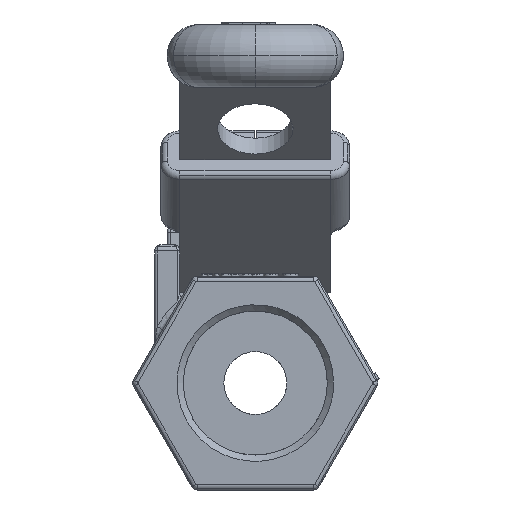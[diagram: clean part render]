
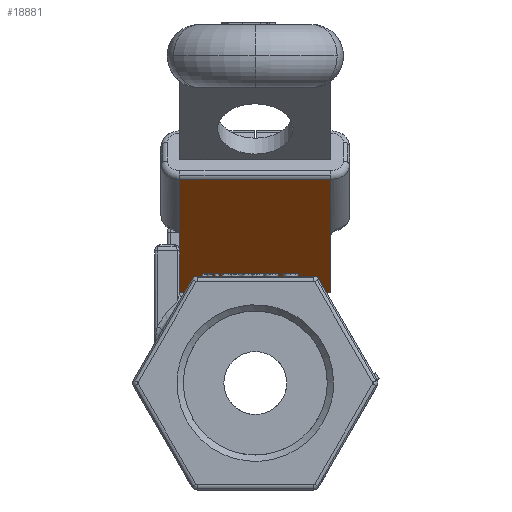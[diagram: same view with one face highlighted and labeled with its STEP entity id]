
A CAD part, front view. The second image highlights one B-rep face of the part: STEP entity #18881.
In plain terms, the highlighted planar face has unit normal (0, -0.666, -0.746).
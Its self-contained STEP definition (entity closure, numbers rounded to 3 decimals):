
#18756=CARTESIAN_POINT('',(6.,-15.725,16.589));
#18757=DIRECTION('',(0.,-0.666,-0.746));
#18758=DIRECTION('',(-1.,-0.,-0.));
#18759=AXIS2_PLACEMENT_3D('',#18756,#18757,#18758);
#18760=PLANE('',#18759);
#18761=CARTESIAN_POINT('',(6.,-15.352,16.256));
#18762=VERTEX_POINT('',#18761);
#18763=CARTESIAN_POINT('',(6.,-10.269,11.719));
#18764=VERTEX_POINT('',#18763);
#18765=CARTESIAN_POINT('',(6.,-15.352,16.256));
#18766=DIRECTION('',(-0.,0.746,-0.666));
#18767=VECTOR('',#18766,6.814);
#18768=LINE('',#18765,#18767);
#18769=EDGE_CURVE('',#18762,#18764,#18768,.T.);
#18770=ORIENTED_EDGE('',*,*,#18769,.F.);
#18771=CARTESIAN_POINT('',(-6.,-15.352,16.256));
#18772=VERTEX_POINT('',#18771);
#18773=CARTESIAN_POINT('',(-6.,-15.352,16.256));
#18774=DIRECTION('',(1.,0.,0.));
#18775=VECTOR('',#18774,12.);
#18776=LINE('',#18773,#18775);
#18777=EDGE_CURVE('',#18772,#18762,#18776,.T.);
#18778=ORIENTED_EDGE('',*,*,#18777,.F.);
#18779=CARTESIAN_POINT('',(-6.,-10.269,11.719));
#18780=VERTEX_POINT('',#18779);
#18781=CARTESIAN_POINT('',(-6.,-15.352,16.256));
#18782=DIRECTION('',(-0.,0.746,-0.666));
#18783=VECTOR('',#18782,6.814);
#18784=LINE('',#18781,#18783);
#18785=EDGE_CURVE('',#18772,#18780,#18784,.T.);
#18786=ORIENTED_EDGE('',*,*,#18785,.T.);
#18787=CARTESIAN_POINT('',(-6.,-8.978,10.567));
#18788=VERTEX_POINT('',#18787);
#18789=CARTESIAN_POINT('',(-6.,-10.269,11.719));
#18790=DIRECTION('',(-0.,0.746,-0.666));
#18791=VECTOR('',#18790,1.731);
#18792=LINE('',#18789,#18791);
#18793=EDGE_CURVE('',#18780,#18788,#18792,.T.);
#18794=ORIENTED_EDGE('',*,*,#18793,.T.);
#18795=CARTESIAN_POINT('',(-6.,-6.7,8.533));
#18796=VERTEX_POINT('',#18795);
#18797=CARTESIAN_POINT('',(-6.,-6.7,8.533));
#18798=DIRECTION('',(0.,-0.746,0.666));
#18799=VECTOR('',#18798,3.053);
#18800=LINE('',#18797,#18799);
#18801=EDGE_CURVE('',#18796,#18788,#18800,.T.);
#18802=ORIENTED_EDGE('',*,*,#18801,.F.);
#18803=CARTESIAN_POINT('',(-6.,-5.281,7.267));
#18804=VERTEX_POINT('',#18803);
#18805=CARTESIAN_POINT('',(-6.,-6.7,8.533));
#18806=DIRECTION('',(-0.,0.746,-0.666));
#18807=VECTOR('',#18806,1.902);
#18808=LINE('',#18805,#18807);
#18809=EDGE_CURVE('',#18796,#18804,#18808,.T.);
#18810=ORIENTED_EDGE('',*,*,#18809,.T.);
#18811=CARTESIAN_POINT('',(-5.038,-5.281,7.267));
#18812=VERTEX_POINT('',#18811);
#18813=CARTESIAN_POINT('',(-5.038,-5.281,7.267));
#18814=DIRECTION('',(-1.,-0.,-0.));
#18815=VECTOR('',#18814,0.962);
#18816=LINE('',#18813,#18815);
#18817=EDGE_CURVE('',#18812,#18804,#18816,.T.);
#18818=ORIENTED_EDGE('',*,*,#18817,.F.);
#18819=CARTESIAN_POINT('',(-5.,-5.356,7.333));
#18820=VERTEX_POINT('',#18819);
#18821=CARTESIAN_POINT('',(-5.,-5.356,7.333));
#18822=CARTESIAN_POINT('',(-5.011,-5.339,7.319));
#18823=CARTESIAN_POINT('',(-5.021,-5.322,7.303));
#18824=CARTESIAN_POINT('',(-5.029,-5.304,7.287));
#18825=CARTESIAN_POINT('',(-5.033,-5.296,7.28));
#18826=CARTESIAN_POINT('',(-5.036,-5.289,7.273));
#18827=CARTESIAN_POINT('',(-5.038,-5.281,7.267));
#18828=B_SPLINE_CURVE_WITH_KNOTS('',3,(#18821,#18822,#18823,#18824,#18825,#18826,#18827),.UNSPECIFIED.,.F.,.F.,(4,3,4),(-0.022,-0.014,-0.011),.UNSPECIFIED.);
#18829=EDGE_CURVE('',#18820,#18812,#18828,.T.);
#18830=ORIENTED_EDGE('',*,*,#18829,.F.);
#18831=CARTESIAN_POINT('',(-5.,-5.281,7.267));
#18832=VERTEX_POINT('',#18831);
#18833=CARTESIAN_POINT('',(-5.,-5.281,7.267));
#18834=CARTESIAN_POINT('',(-5.,-5.356,7.333));
#18835=B_SPLINE_CURVE_WITH_KNOTS('',1,(#18833,#18834),.UNSPECIFIED.,.F.,.F.,(2,2),(0.,0.004),.UNSPECIFIED.);
#18836=EDGE_CURVE('',#18832,#18820,#18835,.T.);
#18837=ORIENTED_EDGE('',*,*,#18836,.F.);
#18838=CARTESIAN_POINT('',(5.,-5.281,7.267));
#18839=VERTEX_POINT('',#18838);
#18840=CARTESIAN_POINT('',(5.,-5.281,7.267));
#18841=DIRECTION('',(-1.,-0.,-0.));
#18842=VECTOR('',#18841,10.);
#18843=LINE('',#18840,#18842);
#18844=EDGE_CURVE('',#18839,#18832,#18843,.T.);
#18845=ORIENTED_EDGE('',*,*,#18844,.F.);
#18846=CARTESIAN_POINT('',(5.,-5.356,7.333));
#18847=VERTEX_POINT('',#18846);
#18848=CARTESIAN_POINT('',(5.,-5.356,7.333));
#18849=CARTESIAN_POINT('',(5.,-5.281,7.267));
#18850=B_SPLINE_CURVE_WITH_KNOTS('',1,(#18848,#18849),.UNSPECIFIED.,.F.,.F.,(2,2),(0.,0.004),.UNSPECIFIED.);
#18851=EDGE_CURVE('',#18847,#18839,#18850,.T.);
#18852=ORIENTED_EDGE('',*,*,#18851,.F.);
#18853=CARTESIAN_POINT('',(5.038,-5.281,7.267));
#18854=VERTEX_POINT('',#18853);
#18855=CARTESIAN_POINT('',(5.038,-5.281,7.267));
#18856=CARTESIAN_POINT('',(5.035,-5.289,7.274));
#18857=CARTESIAN_POINT('',(5.032,-5.298,7.282));
#18858=CARTESIAN_POINT('',(5.028,-5.306,7.289));
#18859=CARTESIAN_POINT('',(5.021,-5.323,7.304));
#18860=CARTESIAN_POINT('',(5.011,-5.34,7.319));
#18861=CARTESIAN_POINT('',(5.,-5.356,7.333));
#18862=B_SPLINE_CURVE_WITH_KNOTS('',3,(#18855,#18856,#18857,#18858,#18859,#18860,#18861),.UNSPECIFIED.,.F.,.F.,(4,3,4),(-0.018,-0.015,-0.008),.UNSPECIFIED.);
#18863=EDGE_CURVE('',#18854,#18847,#18862,.T.);
#18864=ORIENTED_EDGE('',*,*,#18863,.F.);
#18865=CARTESIAN_POINT('',(6.,-5.281,7.267));
#18866=VERTEX_POINT('',#18865);
#18867=CARTESIAN_POINT('',(6.,-5.281,7.267));
#18868=DIRECTION('',(-1.,-0.,-0.));
#18869=VECTOR('',#18868,0.962);
#18870=LINE('',#18867,#18869);
#18871=EDGE_CURVE('',#18866,#18854,#18870,.T.);
#18872=ORIENTED_EDGE('',*,*,#18871,.F.);
#18873=CARTESIAN_POINT('',(6.,-10.269,11.719));
#18874=DIRECTION('',(-0.,0.746,-0.666));
#18875=VECTOR('',#18874,6.686);
#18876=LINE('',#18873,#18875);
#18877=EDGE_CURVE('',#18764,#18866,#18876,.T.);
#18878=ORIENTED_EDGE('',*,*,#18877,.F.);
#18879=EDGE_LOOP('',(#18770,#18778,#18786,#18794,#18802,#18810,#18818,#18830,#18837,#18845,#18852,#18864,#18872,#18878));
#18880=FACE_BOUND('',#18879,.T.);
#18881=ADVANCED_FACE('',(#18880),#18760,.T.);
